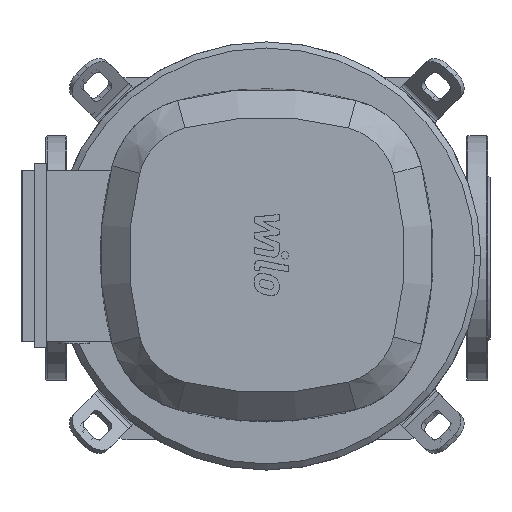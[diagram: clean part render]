
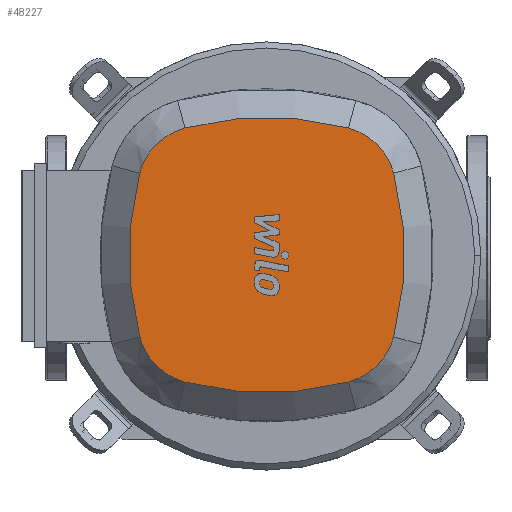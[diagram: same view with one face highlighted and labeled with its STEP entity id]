
A CAD part, top view. The second image highlights one B-rep face of the part: STEP entity #48227.
In plain terms, the highlighted planar face has unit normal (0, 0, 1).
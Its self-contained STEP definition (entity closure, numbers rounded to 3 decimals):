
#47862=CARTESIAN_POINT('',(-103.815,-66.869,1679.0));
#47863=VERTEX_POINT('',#47862);
#47881=CARTESIAN_POINT('',(-66.869,-103.815,1679.0));
#47882=VERTEX_POINT('',#47881);
#47889=CARTESIAN_POINT('',(-53.387,-53.387,1679.0));
#47890=DIRECTION('',(0.0,0.0,-1.0));
#47891=DIRECTION('',(0.0,-1.0,0.0));
#47892=AXIS2_PLACEMENT_3D('',#47889,#47890,#47891);
#47893=CIRCLE('',#47892,52.2);
#47894=EDGE_CURVE('',#47882,#47863,#47893,.T.);
#47904=CARTESIAN_POINT('',(-103.815,66.869,1679.0));
#47905=VERTEX_POINT('',#47904);
#47922=CARTESIAN_POINT('',(146.297,0.,1679.0));
#47923=DIRECTION('',(0.0,0.0,-1.));
#47924=DIRECTION('',(-0.966,0.258,0.0));
#47925=AXIS2_PLACEMENT_3D('',#47922,#47923,#47924);
#47926=CIRCLE('',#47925,258.897);
#47927=EDGE_CURVE('',#47863,#47905,#47926,.T.);
#47939=CARTESIAN_POINT('',(66.869,-103.815,1679.0));
#47940=VERTEX_POINT('',#47939);
#47947=CARTESIAN_POINT('',(0.,146.297,1679.0));
#47948=DIRECTION('',(0.0,0.0,-1.));
#47949=DIRECTION('',(-0.258,-0.966,0.0));
#47950=AXIS2_PLACEMENT_3D('',#47947,#47948,#47949);
#47951=CIRCLE('',#47950,258.897);
#47952=EDGE_CURVE('',#47940,#47882,#47951,.T.);
#47970=CARTESIAN_POINT('',(-66.869,103.815,1679.0));
#47971=VERTEX_POINT('',#47970);
#47988=CARTESIAN_POINT('',(-53.387,53.387,1679.0));
#47989=DIRECTION('',(0.0,0.0,-1.0));
#47990=DIRECTION('',(-1.0,0.0,0.0));
#47991=AXIS2_PLACEMENT_3D('',#47988,#47989,#47990);
#47992=CIRCLE('',#47991,52.2);
#47993=EDGE_CURVE('',#47905,#47971,#47992,.T.);
#48005=CARTESIAN_POINT('',(103.815,-66.869,1679.0));
#48006=VERTEX_POINT('',#48005);
#48013=CARTESIAN_POINT('',(53.387,-53.387,1679.0));
#48014=DIRECTION('',(0.0,0.0,-1.0));
#48015=DIRECTION('',(1.0,0.0,0.0));
#48016=AXIS2_PLACEMENT_3D('',#48013,#48014,#48015);
#48017=CIRCLE('',#48016,52.2);
#48018=EDGE_CURVE('',#48006,#47940,#48017,.T.);
#48036=CARTESIAN_POINT('',(66.869,103.815,1679.0));
#48037=VERTEX_POINT('',#48036);
#48054=CARTESIAN_POINT('',(0.,-146.297,1679.0));
#48055=DIRECTION('',(0.0,0.0,-1.));
#48056=DIRECTION('',(0.258,0.966,0.0));
#48057=AXIS2_PLACEMENT_3D('',#48054,#48055,#48056);
#48058=CIRCLE('',#48057,258.897);
#48059=EDGE_CURVE('',#47971,#48037,#48058,.T.);
#48071=CARTESIAN_POINT('',(103.815,66.869,1679.0));
#48072=VERTEX_POINT('',#48071);
#48079=CARTESIAN_POINT('',(-146.297,0.,1679.0));
#48080=DIRECTION('',(0.0,0.0,-1.));
#48081=DIRECTION('',(0.966,-0.258,0.0));
#48082=AXIS2_PLACEMENT_3D('',#48079,#48080,#48081);
#48083=CIRCLE('',#48082,258.897);
#48084=EDGE_CURVE('',#48072,#48006,#48083,.T.);
#48103=CARTESIAN_POINT('',(53.387,53.387,1679.0));
#48104=DIRECTION('',(0.0,0.0,-1.0));
#48105=DIRECTION('',(0.0,1.0,0.0));
#48106=AXIS2_PLACEMENT_3D('',#48103,#48104,#48105);
#48107=CIRCLE('',#48106,52.2);
#48108=EDGE_CURVE('',#48037,#48072,#48107,.T.);
#48212=CARTESIAN_POINT('',(117.404,0.,1679.0));
#48213=DIRECTION('',(0.0,0.0,1.0));
#48214=DIRECTION('',(-1.0,0.0,0.0));
#48215=AXIS2_PLACEMENT_3D('',#48212,#48213,#48214);
#48216=PLANE('',#48215);
#48217=ORIENTED_EDGE('',*,*,#47894,.F.);
#48218=ORIENTED_EDGE('',*,*,#47952,.F.);
#48219=ORIENTED_EDGE('',*,*,#48018,.F.);
#48220=ORIENTED_EDGE('',*,*,#48084,.F.);
#48221=ORIENTED_EDGE('',*,*,#48108,.F.);
#48222=ORIENTED_EDGE('',*,*,#48059,.F.);
#48223=ORIENTED_EDGE('',*,*,#47993,.F.);
#48224=ORIENTED_EDGE('',*,*,#47927,.F.);
#48225=EDGE_LOOP('',(#48217,#48218,#48219,#48220,#48221,#48222,#48223,#48224));
#48226=FACE_OUTER_BOUND('',#48225,.T.);
#48227=ADVANCED_FACE('',(#48226),#48216,.T.);
